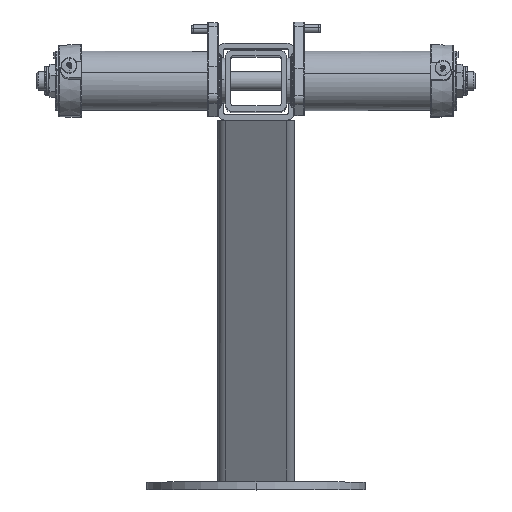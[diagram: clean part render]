
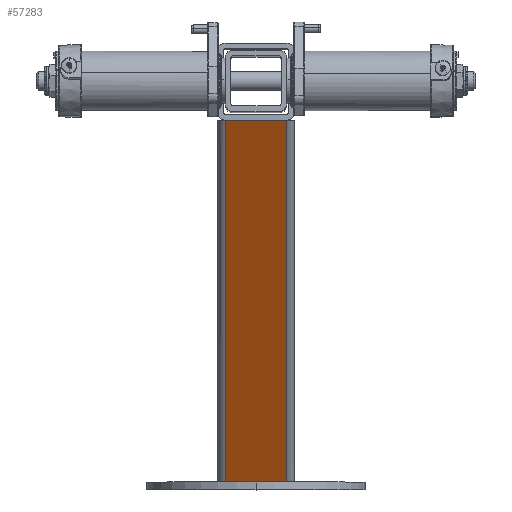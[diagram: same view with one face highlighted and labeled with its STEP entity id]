
A CAD part, top view. The second image highlights one B-rep face of the part: STEP entity #57283.
In plain terms, the highlighted planar face has unit normal (0, -0.5, 0.866).
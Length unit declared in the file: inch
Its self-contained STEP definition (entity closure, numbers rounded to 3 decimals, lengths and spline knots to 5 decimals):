
#5348 = VECTOR ( 'NONE', #59766, 39.37008 ) ;
#11198 = EDGE_CURVE ( 'NONE', #37690, #17554, #54682, .T. ) ;
#14392 = CARTESIAN_POINT ( 'NONE',  ( -1., 11.99038, 8.22806 ) ) ;
#17554 = VERTEX_POINT ( 'NONE', #69476 ) ;
#20124 = DIRECTION ( 'NONE',  ( -1., 0., 0. ) ) ;
#21769 = VERTEX_POINT ( 'NONE', #54739 ) ;
#23724 = EDGE_CURVE ( 'NONE', #21769, #54157, #41584, .T. ) ;
#25449 = PLANE ( 'NONE',  #26432 ) ;
#26432 = AXIS2_PLACEMENT_3D ( 'NONE', #14392, #54780, #20124 ) ;
#27833 = EDGE_LOOP ( 'NONE', ( #58702, #51469, #30630, #55979 ) ) ;
#27856 = CARTESIAN_POINT ( 'NONE',  ( -1., 0.25, 1.44975 ) ) ;
#30630 = ORIENTED_EDGE ( 'NONE', *, *, #53962, .F. ) ;
#32736 = CARTESIAN_POINT ( 'NONE',  ( -1., 11.99038, 8.22806 ) ) ;
#34253 = LINE ( 'NONE', #53722, #5348 ) ;
#36050 = DIRECTION ( 'NONE',  ( 1., 0., 0. ) ) ;
#37690 = VERTEX_POINT ( 'NONE', #27856 ) ;
#39647 = VECTOR ( 'NONE', #49818, 39.37008 ) ;
#41584 = LINE ( 'NONE', #32736, #55117 ) ;
#44437 = DIRECTION ( 'NONE',  ( 1., 0., 0. ) ) ;
#49550 = CARTESIAN_POINT ( 'NONE',  ( -1., 11.99038, 8.22806 ) ) ;
#49818 = DIRECTION ( 'NONE',  ( 0., -0.866, -0.5 ) ) ;
#50943 = EDGE_CURVE ( 'NONE', #21769, #37690, #54969, .T. ) ;
#51469 = ORIENTED_EDGE ( 'NONE', *, *, #11198, .T. ) ;
#52984 = CARTESIAN_POINT ( 'NONE',  ( -1.25, 0.25, 1.44975 ) ) ;
#53722 = CARTESIAN_POINT ( 'NONE',  ( 1., 11.99038, 8.22806 ) ) ;
#53962 = EDGE_CURVE ( 'NONE', #54157, #17554, #34253, .T. ) ;
#54157 = VERTEX_POINT ( 'NONE', #62258 ) ;
#54682 = LINE ( 'NONE', #52984, #68232 ) ;
#54739 = CARTESIAN_POINT ( 'NONE',  ( -1., 11.99038, 8.22806 ) ) ;
#54780 = DIRECTION ( 'NONE',  ( 0., 0.5, -0.866 ) ) ;
#54969 = LINE ( 'NONE', #49550, #39647 ) ;
#55117 = VECTOR ( 'NONE', #44437, 39.37008 ) ;
#55979 = ORIENTED_EDGE ( 'NONE', *, *, #23724, .F. ) ;
#57279 = FACE_OUTER_BOUND ( 'NONE', #27833, .T. ) ;
#57283 = ADVANCED_FACE ( 'NONE', ( #57279 ), #25449, .F. ) ;
#58702 = ORIENTED_EDGE ( 'NONE', *, *, #50943, .T. ) ;
#59766 = DIRECTION ( 'NONE',  ( 0., -0.866, -0.5 ) ) ;
#62258 = CARTESIAN_POINT ( 'NONE',  ( 1., 11.99038, 8.22806 ) ) ;
#68232 = VECTOR ( 'NONE', #36050, 39.37008 ) ;
#69476 = CARTESIAN_POINT ( 'NONE',  ( 1., 0.25, 1.44975 ) ) ;
